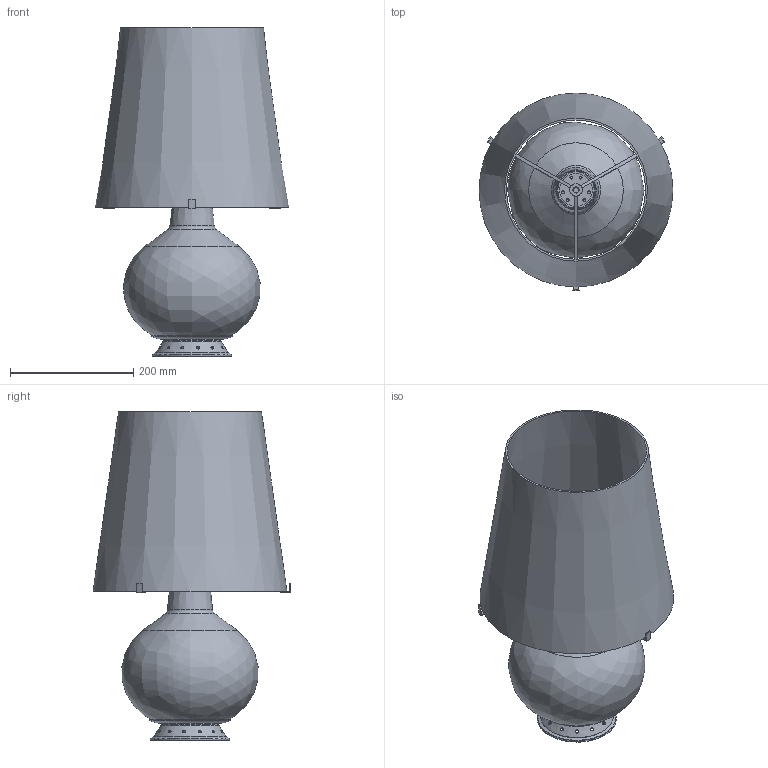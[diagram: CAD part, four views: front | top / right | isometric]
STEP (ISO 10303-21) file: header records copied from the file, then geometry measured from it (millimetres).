
FILE_DESCRIPTION(/* description */ (''),/* implementation_level */ '2;1');
FILE_NAME(/* name */ 'F185305xxxxxxx.stp',/* time_stamp */ '2020-01-14T08:46:45+01:00',/* author */ ('sghezzi'),/* organization */ (''),/* preprocessor_version */ 'ST-DEVELOPER v17.2',/* originating_system */ 'Autodesk Inventor 2019',/* authorisation */ '');
FILE_SCHEMA (('AUTOMOTIVE_DESIGN { 1 0 10303 214 3 1 1 }'));
Length unit declared in the file: millimetre
Products named in the file (10): F185305xxxxxxx; 007185329 Vite serraggio fil est; 007185357 Base metallo forata ultima; 007185355 Piattello sup base; 007185334 Tige 1853 L232 C fil int  M10x1; 020005100 Diff inf 1853; 007185336 tappo chiusura diff inf vern Bi 1853-old; 070021937 crociera vern Bi 1853; 020005001 Diff sup 1853; SCHEDA LED INF
Assembly tree (9 placements, depth 2):
  F185305xxxxxxx
    007185329 Vite serraggio fil est
    007185357 Base metallo forata ultima
    007185355 Piattello sup base
    007185334 Tige 1853 L232 C fil int  M10x1
    020005100 Diff inf 1853
    007185336 tappo chiusura diff inf vern Bi 1853-old
    070021937 crociera vern Bi 1853
    020005001 Diff sup 1853
    SCHEDA LED INF
Bounding box: 315 x 321.5 x 534.3 mm (x, y, z)
Volume: 1251387.2 mm3; surface area: 900739.9 mm2
Topology: 9 solids, 9 shells, 265 faces, 729 edges, 507 vertices
Faces by surface type: plane 166, cylinder 59, torus 20, cone 18, bspline 2
Full cylindrical faces by diameter (mm): 2.2 x1, 3.2 x3, 4 x1, 4.1 x2, 4.5 x6, 5 x13, 9.4 x1, 10 x2, 10.2 x2, 10.5 x1, 12.5 x1, 13 x1, 20 x3, 36 x4, 91.5 x1, 93.5 x1, 108 x1
Entity records: 10077 total; most frequent: CARTESIAN_POINT 2492, DIRECTION 1494, ORIENTED_EDGE 1458, EDGE_CURVE 729, AXIS2_PLACEMENT_3D 535, VERTEX_POINT 507, LINE 424, VECTOR 424
